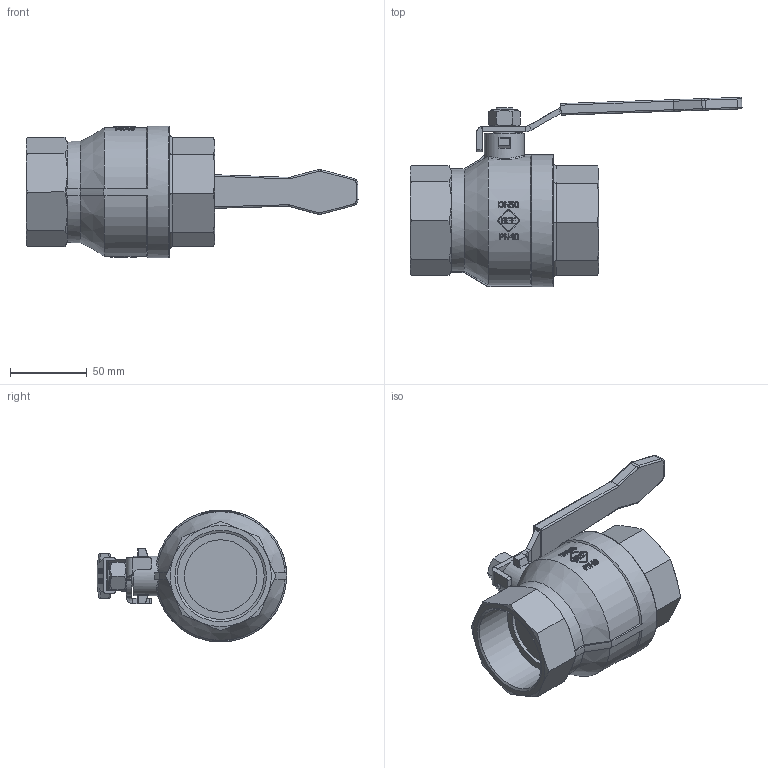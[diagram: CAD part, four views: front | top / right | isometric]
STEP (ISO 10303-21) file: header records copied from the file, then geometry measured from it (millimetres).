
FILE_DESCRIPTION((''),'2;1');
FILE_NAME('984-50-00.stp','2010-03-03T08:14:14',('edu'),(''),'Autodesk Inventor 2010','Autodesk Inventor 2010','');
FILE_SCHEMA(('AUTOMOTIVE_DESIGN { 1 0 10303 214 1 1 1 1 }'));
Length unit declared in the file: millimetre
Products named in the file (1): ENG-004131
Bounding box: 216.44 x 123.38 x 86 mm (x, y, z)
Volume: 436317.7 mm3; surface area: 63103.7 mm2
Topology: 1 solids, 2 shells, 1814 faces, 4865 edges, 3204 vertices
Faces by surface type: plane 837, bspline 803, cylinder 117, cone 36, torus 13, sphere 8
Full cylindrical faces by diameter (mm): 13.95 x1, 14 x1, 26 x1, 47.2 x2, 56.656 x2, 86 x1
Entity records: 105727 total; most frequent: CARTESIAN_POINT 64395, ORIENTED_EDGE 9672, DIRECTION 5343, EDGE_CURVE 4836, VERTEX_POINT 3197, VECTOR 2769, LINE 2769, EDGE_LOOP 1985
